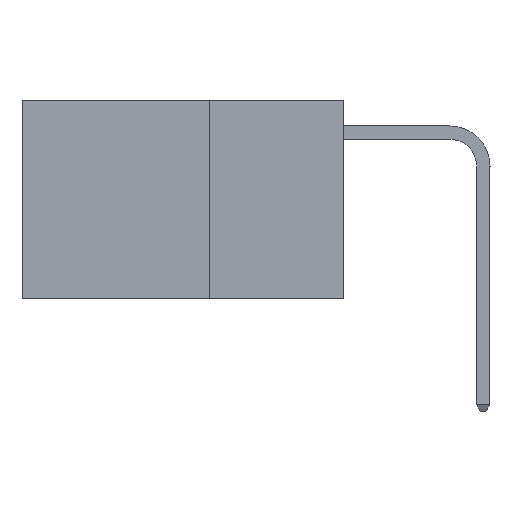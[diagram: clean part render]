
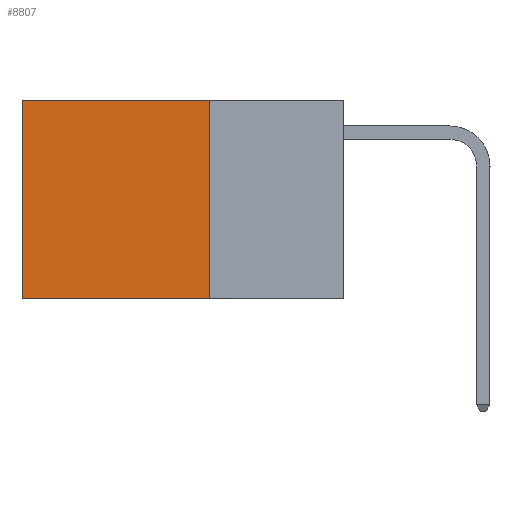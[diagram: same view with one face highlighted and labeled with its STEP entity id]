
A CAD part, left-side view. The second image highlights one B-rep face of the part: STEP entity #8807.
In plain terms, the highlighted planar face has unit normal (-1, 0, 0).
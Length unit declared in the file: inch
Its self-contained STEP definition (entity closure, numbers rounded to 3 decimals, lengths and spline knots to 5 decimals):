
#610 = VECTOR ( 'NONE', #8371, 39.37008 ) ;
#1933 = EDGE_CURVE ( 'NONE', #8106, #3822, #5827, .T. ) ;
#2116 = VECTOR ( 'NONE', #16298, 39.37008 ) ;
#2299 = VECTOR ( 'NONE', #13771, 39.37008 ) ;
#2883 = CARTESIAN_POINT ( 'NONE',  ( 0.2625, 0.25, -0.37 ) ) ;
#3175 = ORIENTED_EDGE ( 'NONE', *, *, #9756, .F. ) ;
#3777 = CARTESIAN_POINT ( 'NONE',  ( 0.2625, 0.25, 0. ) ) ;
#3822 = VERTEX_POINT ( 'NONE', #12648 ) ;
#4106 = FACE_OUTER_BOUND ( 'NONE', #7391, .T. ) ;
#4723 = LINE ( 'NONE', #5714, #610 ) ;
#5295 = CARTESIAN_POINT ( 'NONE',  ( 0.2625, 0.25, 0. ) ) ;
#5714 = CARTESIAN_POINT ( 'NONE',  ( 0.2625, 0.25, -0.37 ) ) ;
#5820 = DIRECTION ( 'NONE',  ( 1., 0., 0. ) ) ;
#5825 = PLANE ( 'NONE',  #7357 ) ;
#5827 = LINE ( 'NONE', #17204, #2116 ) ;
#5950 = DIRECTION ( 'NONE',  ( 0., 0., -1. ) ) ;
#6507 = EDGE_CURVE ( 'NONE', #3822, #9382, #13679, .T. ) ;
#7357 = AXIS2_PLACEMENT_3D ( 'NONE', #5295, #5820, #5950 ) ;
#7391 = EDGE_LOOP ( 'NONE', ( #9371, #3175, #9785, #11260 ) ) ;
#8106 = VERTEX_POINT ( 'NONE', #3777 ) ;
#8371 = DIRECTION ( 'NONE',  ( 0., 1., 0. ) ) ;
#8807 = ADVANCED_FACE ( 'NONE', ( #4106 ), #5825, .F. ) ;
#9371 = ORIENTED_EDGE ( 'NONE', *, *, #6507, .T. ) ;
#9382 = VERTEX_POINT ( 'NONE', #13451 ) ;
#9756 = EDGE_CURVE ( 'NONE', #14980, #9382, #4723, .T. ) ;
#9785 = ORIENTED_EDGE ( 'NONE', *, *, #17182, .F. ) ;
#10091 = VECTOR ( 'NONE', #12271, 39.37008 ) ;
#11260 = ORIENTED_EDGE ( 'NONE', *, *, #1933, .T. ) ;
#12271 = DIRECTION ( 'NONE',  ( 0., 0., -1. ) ) ;
#12454 = CARTESIAN_POINT ( 'NONE',  ( 0.2625, 0.25, 0. ) ) ;
#12648 = CARTESIAN_POINT ( 'NONE',  ( 0.2625, 0.6, 0. ) ) ;
#13451 = CARTESIAN_POINT ( 'NONE',  ( 0.2625, 0.6, -0.37 ) ) ;
#13621 = LINE ( 'NONE', #12454, #2299 ) ;
#13679 = LINE ( 'NONE', #17177, #10091 ) ;
#13771 = DIRECTION ( 'NONE',  ( 0., 0., -1. ) ) ;
#14980 = VERTEX_POINT ( 'NONE', #2883 ) ;
#16298 = DIRECTION ( 'NONE',  ( 0., 1., 0. ) ) ;
#17177 = CARTESIAN_POINT ( 'NONE',  ( 0.2625, 0.6, 0. ) ) ;
#17182 = EDGE_CURVE ( 'NONE', #8106, #14980, #13621, .T. ) ;
#17204 = CARTESIAN_POINT ( 'NONE',  ( 0.2625, 0.25, 0. ) ) ;
